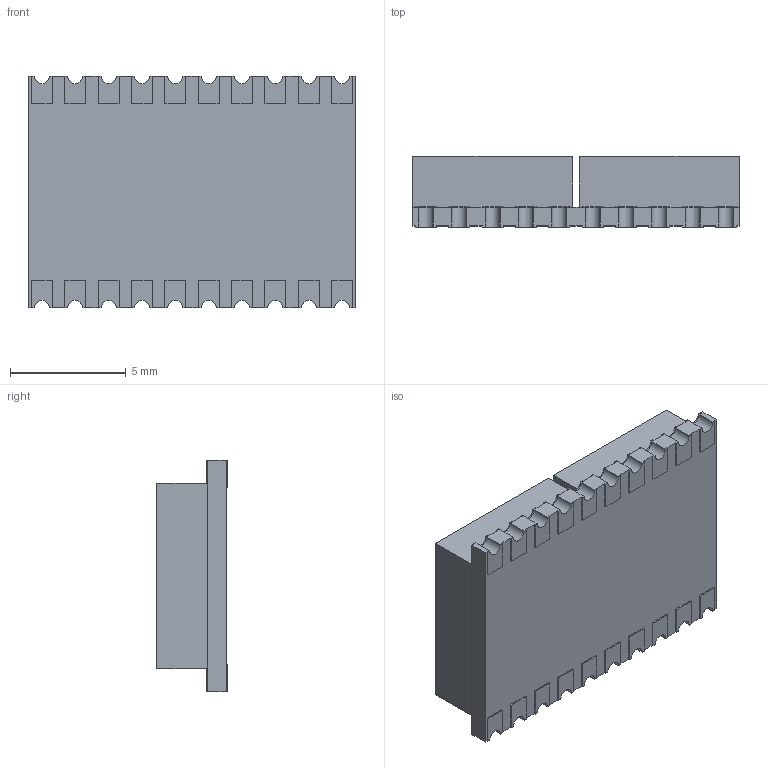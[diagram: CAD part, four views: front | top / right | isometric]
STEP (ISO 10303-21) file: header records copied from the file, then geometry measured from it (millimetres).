
FILE_DESCRIPTION (( 'STEP AP214' ), '1' );
FILE_NAME ('XZFxx05x2.STEP', '2015-09-11T17:27:24', ( '' ), ( '' ), 'SwSTEP 2.0', 'SolidWorks 2012', '' );
FILE_SCHEMA (( 'AUTOMOTIVE_DESIGN' ));
Length unit declared in the file: millimetre
Products named in the file (1): XZFxx05x2
Bounding box: 14.1 x 3.05 x 10 mm (x, y, z)
Volume: 353.7 mm3; surface area: 713.8 mm2
Topology: 23 solids, 23 shells, 423 faces, 1083 edges, 722 vertices
Faces by surface type: plane 359, cylinder 64
Entity records: 12897 total; most frequent: CARTESIAN_POINT 2229, ORIENTED_EDGE 2166, DIRECTION 2059, EDGE_CURVE 1083, VECTOR 955, LINE 955, VERTEX_POINT 722, AXIS2_PLACEMENT_3D 552
